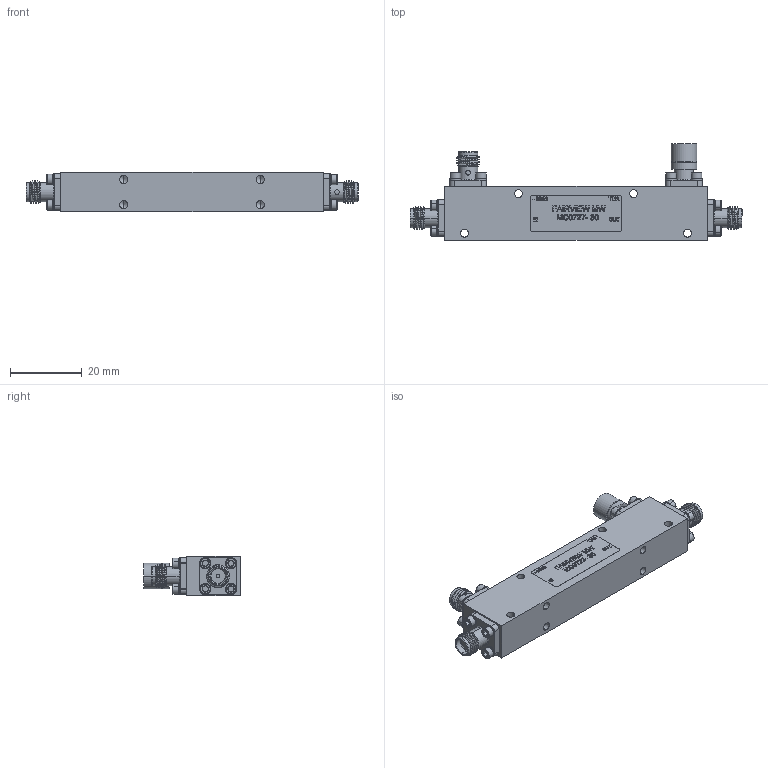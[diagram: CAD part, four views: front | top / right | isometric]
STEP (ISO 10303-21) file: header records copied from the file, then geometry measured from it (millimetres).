
FILE_DESCRIPTION (( 'STEP AP203' ), '1' );
FILE_NAME ('MC0727-30.step', '2018-10-29T21:16:28', ( '' ), ( '' ), 'SwSTEP 2.0', 'SolidWorks 2017', '' );
FILE_SCHEMA (( 'CONFIG_CONTROL_DESIGN' ));
Products named in the file (1): MC0727-30
Bounding box: 92.3 x 26.94 x 11.05 mm (x, y, z)
Volume: 13445.1 mm3; surface area: 6881.2 mm2
Topology: 1 solids, 22 shells, 1485 faces, 3701 edges, 2357 vertices
Faces by surface type: plane 540, cylinder 529, cone 220, bspline 188, torus 8
Entity records: 67498 total; most frequent: CARTESIAN_POINT 35110, ORIENTED_EDGE 7386, DIRECTION 5838, EDGE_CURVE 3693, VERTEX_POINT 2357, AXIS2_PLACEMENT_3D 2056, VECTOR 1726, LINE 1726
